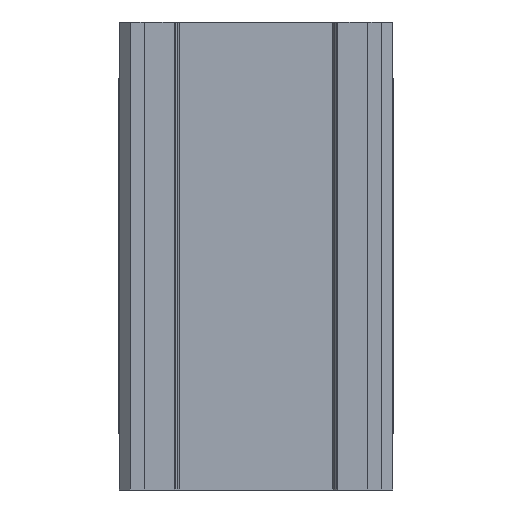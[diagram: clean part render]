
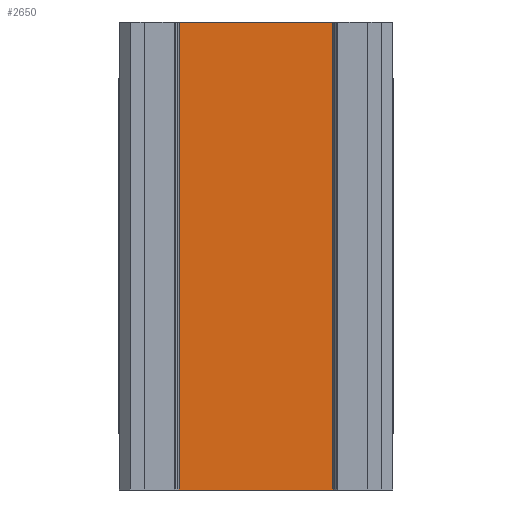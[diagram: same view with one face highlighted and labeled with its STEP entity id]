
A CAD part, front view. The second image highlights one B-rep face of the part: STEP entity #2650.
In plain terms, the highlighted planar face has unit normal (0, -1, 0).
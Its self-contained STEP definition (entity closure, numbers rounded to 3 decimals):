
#72=PLANE('',#2840);
#230=FACE_OUTER_BOUND('',#396,.T.);
#396=EDGE_LOOP('',(#1900,#1901,#1902,#1903));
#552=LINE('',#3778,#852);
#553=LINE('',#3780,#853);
#554=LINE('',#3782,#854);
#555=LINE('',#3783,#855);
#852=VECTOR('',#3108,16.741);
#853=VECTOR('',#3109,51.);
#854=VECTOR('',#3110,16.741);
#855=VECTOR('',#3111,51.);
#1240=VERTEX_POINT('',#3776);
#1241=VERTEX_POINT('',#3777);
#1242=VERTEX_POINT('',#3779);
#1243=VERTEX_POINT('',#3781);
#1506=EDGE_CURVE('',#1240,#1241,#552,.T.);
#1507=EDGE_CURVE('',#1241,#1242,#553,.T.);
#1508=EDGE_CURVE('',#1242,#1243,#554,.T.);
#1509=EDGE_CURVE('',#1243,#1240,#555,.T.);
#1900=ORIENTED_EDGE('',*,*,#1506,.T.);
#1901=ORIENTED_EDGE('',*,*,#1507,.T.);
#1902=ORIENTED_EDGE('',*,*,#1508,.T.);
#1903=ORIENTED_EDGE('',*,*,#1509,.T.);
#2650=ADVANCED_FACE('',(#230),#72,.T.);
#2840=AXIS2_PLACEMENT_3D('',#3775,#3106,#3107);
#3106=DIRECTION('center_axis',(0.,-1.,0.));
#3107=DIRECTION('ref_axis',(0.,0.,-1.));
#3108=DIRECTION('',(1.,0.,0.));
#3109=DIRECTION('',(0.,0.,1.));
#3110=DIRECTION('',(-1.,0.,0.));
#3111=DIRECTION('',(0.,0.,-1.));
#3775=CARTESIAN_POINT('Origin',(8.371,1.85,19.35));
#3776=CARTESIAN_POINT('',(-8.371,1.85,-25.5));
#3777=CARTESIAN_POINT('',(8.371,1.85,-25.5));
#3778=CARTESIAN_POINT('',(8.371,1.85,-25.5));
#3779=CARTESIAN_POINT('',(8.371,1.85,25.5));
#3780=CARTESIAN_POINT('',(8.371,1.85,19.35));
#3781=CARTESIAN_POINT('',(-8.371,1.85,25.5));
#3782=CARTESIAN_POINT('',(8.371,1.85,25.5));
#3783=CARTESIAN_POINT('',(-8.371,1.85,19.35));
